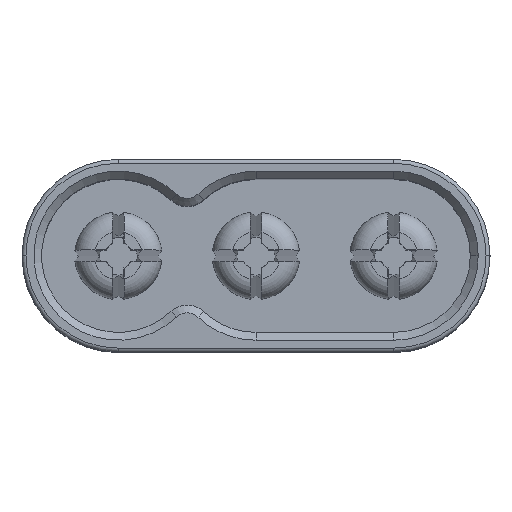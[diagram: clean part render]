
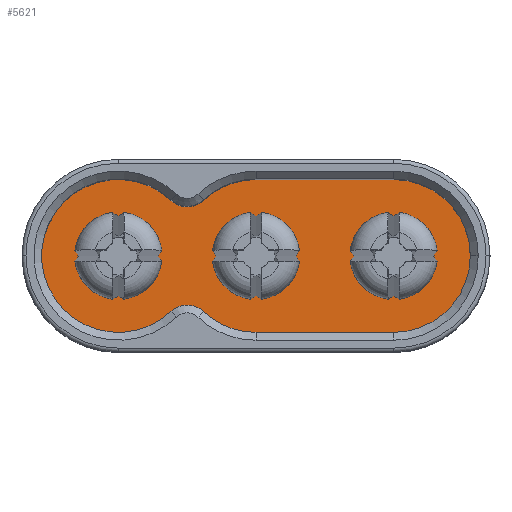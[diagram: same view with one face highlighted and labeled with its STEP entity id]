
A CAD part, top view. The second image highlights one B-rep face of the part: STEP entity #5621.
In plain terms, the highlighted planar face has unit normal (0, 0, 1).
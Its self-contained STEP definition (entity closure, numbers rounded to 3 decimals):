
#192 = ORIENTED_EDGE ( 'NONE', *, *, #1412, .F. ) ;
#479 = ORIENTED_EDGE ( 'NONE', *, *, #12490, .F. ) ;
#498 = FACE_BOUND ( 'NONE', #14888, .T. ) ;
#633 = EDGE_CURVE ( 'NONE', #9758, #1423, #8916, .T. ) ;
#767 = ORIENTED_EDGE ( 'NONE', *, *, #16435, .F. ) ;
#855 = VERTEX_POINT ( 'NONE', #16753 ) ;
#887 = ORIENTED_EDGE ( 'NONE', *, *, #16968, .F. ) ;
#970 = EDGE_LOOP ( 'NONE', ( #3118, #9149, #14754, #9111, #1660, #479, #9915, #6778, #14972 ) ) ;
#996 = DIRECTION ( 'NONE',  ( 0., 0., 1. ) ) ;
#1077 = CARTESIAN_POINT ( 'NONE',  ( -3.5, 0.005, 2.4 ) ) ;
#1412 = EDGE_CURVE ( 'NONE', #8019, #14906, #9509, .T. ) ;
#1423 = VERTEX_POINT ( 'NONE', #9947 ) ;
#1439 = DIRECTION ( 'NONE',  ( 0., 0., 1. ) ) ;
#1608 = PLANE ( 'NONE',  #10638 ) ;
#1660 = ORIENTED_EDGE ( 'NONE', *, *, #6654, .T. ) ;
#1860 = DIRECTION ( 'NONE',  ( 1., 0., 0. ) ) ;
#1959 = CARTESIAN_POINT ( 'NONE',  ( -1.75, -1.85, 2.4 ) ) ;
#1992 = CARTESIAN_POINT ( 'NONE',  ( 4.5, 0.005, 2.4 ) ) ;
#2075 = EDGE_CURVE ( 'NONE', #12077, #13918, #2371, .T. ) ;
#2189 = AXIS2_PLACEMENT_3D ( 'NONE', #2422, #3723, #10365 ) ;
#2199 = VERTEX_POINT ( 'NONE', #11497 ) ;
#2202 = CARTESIAN_POINT ( 'NONE',  ( 3.5, 1.955, 2.4 ) ) ;
#2321 = DIRECTION ( 'NONE',  ( 1., 0., 0. ) ) ;
#2371 = LINE ( 'NONE', #2202, #15258 ) ;
#2372 = DIRECTION ( 'NONE',  ( -1., 0., 0. ) ) ;
#2422 = CARTESIAN_POINT ( 'NONE',  ( 3.5, 0.005, 2.4 ) ) ;
#2507 = VERTEX_POINT ( 'NONE', #8723 ) ;
#2556 = CARTESIAN_POINT ( 'NONE',  ( 5.45, 0.005, 2.4 ) ) ;
#2735 = EDGE_CURVE ( 'NONE', #14906, #8019, #6784, .T. ) ;
#3118 = ORIENTED_EDGE ( 'NONE', *, *, #11593, .T. ) ;
#3156 = CIRCLE ( 'NONE', #9229, 1.95 ) ;
#3399 = LINE ( 'NONE', #10230, #14534 ) ;
#3417 = DIRECTION ( 'NONE',  ( 1., 0., 0. ) ) ;
#3447 = DIRECTION ( 'NONE',  ( 0., 0., 1. ) ) ;
#3677 = AXIS2_PLACEMENT_3D ( 'NONE', #8810, #4940, #6415 ) ;
#3723 = DIRECTION ( 'NONE',  ( 0., 0., 1. ) ) ;
#3725 = AXIS2_PLACEMENT_3D ( 'NONE', #4484, #9728, #14940 ) ;
#3737 = VERTEX_POINT ( 'NONE', #1992 ) ;
#4074 = AXIS2_PLACEMENT_3D ( 'NONE', #12540, #10227, #13914 ) ;
#4484 = CARTESIAN_POINT ( 'NONE',  ( 0., 0.005, 2.4 ) ) ;
#4535 = VERTEX_POINT ( 'NONE', #13026 ) ;
#4571 = AXIS2_PLACEMENT_3D ( 'NONE', #12370, #12285, #1860 ) ;
#4777 = CARTESIAN_POINT ( 'NONE',  ( 3.5, -1.945, 2.4 ) ) ;
#4860 = CARTESIAN_POINT ( 'NONE',  ( 0., -1.945, 2.4 ) ) ;
#4940 = DIRECTION ( 'NONE',  ( 0., 0., 1. ) ) ;
#5575 = DIRECTION ( 'NONE',  ( 0., 0., 1. ) ) ;
#5621 = ADVANCED_FACE ( 'NONE', ( #11094, #13408, #12195, #498 ), #1608, .T. ) ;
#5643 = AXIS2_PLACEMENT_3D ( 'NONE', #6368, #11597, #7813 ) ;
#5872 = DIRECTION ( 'NONE',  ( 0., 0., -1. ) ) ;
#6368 = CARTESIAN_POINT ( 'NONE',  ( -1.75, 1.86, 2.4 ) ) ;
#6415 = DIRECTION ( 'NONE',  ( 1., 0., 0. ) ) ;
#6551 = EDGE_LOOP ( 'NONE', ( #13295, #11230 ) ) ;
#6553 = AXIS2_PLACEMENT_3D ( 'NONE', #9393, #1439, #10764 ) ;
#6654 = EDGE_CURVE ( 'NONE', #855, #12979, #3156, .T. ) ;
#6706 = EDGE_CURVE ( 'NONE', #16229, #855, #9777, .T. ) ;
#6778 = ORIENTED_EDGE ( 'NONE', *, *, #13045, .T. ) ;
#6784 = CIRCLE ( 'NONE', #3725, 1. ) ;
#7099 = CIRCLE ( 'NONE', #6553, 1. ) ;
#7718 = CIRCLE ( 'NONE', #11831, 1.95 ) ;
#7813 = DIRECTION ( 'NONE',  ( 1., 0., 0. ) ) ;
#8019 = VERTEX_POINT ( 'NONE', #10311 ) ;
#8617 = CARTESIAN_POINT ( 'NONE',  ( 0., 0.005, 2.4 ) ) ;
#8674 = AXIS2_PLACEMENT_3D ( 'NONE', #12106, #5575, #10829 ) ;
#8723 = CARTESIAN_POINT ( 'NONE',  ( -1.338, 1.423, 2.4 ) ) ;
#8810 = CARTESIAN_POINT ( 'NONE',  ( -3.5, 0.005, 2.4 ) ) ;
#8916 = CIRCLE ( 'NONE', #3677, 1. ) ;
#8997 = CIRCLE ( 'NONE', #13381, 1.95 ) ;
#9111 = ORIENTED_EDGE ( 'NONE', *, *, #6706, .T. ) ;
#9149 = ORIENTED_EDGE ( 'NONE', *, *, #14799, .T. ) ;
#9229 = AXIS2_PLACEMENT_3D ( 'NONE', #8617, #12398, #3417 ) ;
#9393 = CARTESIAN_POINT ( 'NONE',  ( 3.5, 0.005, 2.4 ) ) ;
#9498 = DIRECTION ( 'NONE',  ( 1., 0., 0. ) ) ;
#9509 = CIRCLE ( 'NONE', #8674, 1. ) ;
#9520 = AXIS2_PLACEMENT_3D ( 'NONE', #1959, #5872, #16574 ) ;
#9582 = CIRCLE ( 'NONE', #4074, 1.95 ) ;
#9642 = CIRCLE ( 'NONE', #2189, 1.95 ) ;
#9728 = DIRECTION ( 'NONE',  ( 0., 0., 1. ) ) ;
#9758 = VERTEX_POINT ( 'NONE', #15931 ) ;
#9777 = CIRCLE ( 'NONE', #9520, 0.6 ) ;
#9827 = CARTESIAN_POINT ( 'NONE',  ( 0., 1.955, 2.4 ) ) ;
#9915 = ORIENTED_EDGE ( 'NONE', *, *, #12293, .T. ) ;
#9947 = CARTESIAN_POINT ( 'NONE',  ( -2.5, 0.005, 2.4 ) ) ;
#9971 = EDGE_CURVE ( 'NONE', #4535, #16229, #8997, .T. ) ;
#10227 = DIRECTION ( 'NONE',  ( 0., 0., 1. ) ) ;
#10230 = CARTESIAN_POINT ( 'NONE',  ( 3.5, -1.945, 2.4 ) ) ;
#10311 = CARTESIAN_POINT ( 'NONE',  ( -1., 0.005, 2.4 ) ) ;
#10365 = DIRECTION ( 'NONE',  ( 1., 0., 0. ) ) ;
#10449 = DIRECTION ( 'NONE',  ( 0., 0., 1. ) ) ;
#10638 = AXIS2_PLACEMENT_3D ( 'NONE', #1077, #996, #13820 ) ;
#10764 = DIRECTION ( 'NONE',  ( 1., 0., 0. ) ) ;
#10829 = DIRECTION ( 'NONE',  ( 1., 0., 0. ) ) ;
#10908 = CIRCLE ( 'NONE', #4571, 1. ) ;
#11060 = ORIENTED_EDGE ( 'NONE', *, *, #2735, .F. ) ;
#11094 = FACE_OUTER_BOUND ( 'NONE', #970, .T. ) ;
#11230 = ORIENTED_EDGE ( 'NONE', *, *, #633, .F. ) ;
#11484 = CARTESIAN_POINT ( 'NONE',  ( 3.5, 0.005, 2.4 ) ) ;
#11497 = CARTESIAN_POINT ( 'NONE',  ( 2.5, 0.005, 2.4 ) ) ;
#11593 = EDGE_CURVE ( 'NONE', #13918, #2507, #9582, .T. ) ;
#11597 = DIRECTION ( 'NONE',  ( 0., 0., -1. ) ) ;
#11781 = CIRCLE ( 'NONE', #13688, 1. ) ;
#11826 = CARTESIAN_POINT ( 'NONE',  ( -2.162, -1.413, 2.4 ) ) ;
#11831 = AXIS2_PLACEMENT_3D ( 'NONE', #11484, #10449, #2321 ) ;
#12077 = VERTEX_POINT ( 'NONE', #14474 ) ;
#12106 = CARTESIAN_POINT ( 'NONE',  ( 0., 0.005, 2.4 ) ) ;
#12195 = FACE_BOUND ( 'NONE', #15361, .T. ) ;
#12217 = CIRCLE ( 'NONE', #5643, 0.6 ) ;
#12285 = DIRECTION ( 'NONE',  ( 0., 0., 1. ) ) ;
#12293 = EDGE_CURVE ( 'NONE', #16747, #15707, #7718, .T. ) ;
#12370 = CARTESIAN_POINT ( 'NONE',  ( -3.5, 0.005, 2.4 ) ) ;
#12398 = DIRECTION ( 'NONE',  ( 0., 0., 1. ) ) ;
#12490 = EDGE_CURVE ( 'NONE', #16747, #12979, #3399, .T. ) ;
#12505 = CARTESIAN_POINT ( 'NONE',  ( 1., 0.005, 2.4 ) ) ;
#12540 = CARTESIAN_POINT ( 'NONE',  ( 0., 0.005, 2.4 ) ) ;
#12783 = DIRECTION ( 'NONE',  ( -1., 0., 0. ) ) ;
#12979 = VERTEX_POINT ( 'NONE', #4860 ) ;
#13026 = CARTESIAN_POINT ( 'NONE',  ( -2.162, 1.423, 2.4 ) ) ;
#13045 = EDGE_CURVE ( 'NONE', #15707, #12077, #9642, .T. ) ;
#13295 = ORIENTED_EDGE ( 'NONE', *, *, #15792, .F. ) ;
#13381 = AXIS2_PLACEMENT_3D ( 'NONE', #14366, #14707, #9498 ) ;
#13408 = FACE_BOUND ( 'NONE', #6551, .T. ) ;
#13688 = AXIS2_PLACEMENT_3D ( 'NONE', #16335, #3447, #14111 ) ;
#13820 = DIRECTION ( 'NONE',  ( 1., 0., 0. ) ) ;
#13914 = DIRECTION ( 'NONE',  ( 1., 0., 0. ) ) ;
#13918 = VERTEX_POINT ( 'NONE', #9827 ) ;
#14111 = DIRECTION ( 'NONE',  ( 1., 0., 0. ) ) ;
#14366 = CARTESIAN_POINT ( 'NONE',  ( -3.5, 0.005, 2.4 ) ) ;
#14474 = CARTESIAN_POINT ( 'NONE',  ( 3.5, 1.955, 2.4 ) ) ;
#14534 = VECTOR ( 'NONE', #2372, 1000. ) ;
#14707 = DIRECTION ( 'NONE',  ( 0., 0., 1. ) ) ;
#14754 = ORIENTED_EDGE ( 'NONE', *, *, #9971, .T. ) ;
#14799 = EDGE_CURVE ( 'NONE', #2507, #4535, #12217, .T. ) ;
#14888 = EDGE_LOOP ( 'NONE', ( #767, #887 ) ) ;
#14906 = VERTEX_POINT ( 'NONE', #12505 ) ;
#14940 = DIRECTION ( 'NONE',  ( 1., 0., 0. ) ) ;
#14972 = ORIENTED_EDGE ( 'NONE', *, *, #2075, .T. ) ;
#15258 = VECTOR ( 'NONE', #12783, 1000. ) ;
#15361 = EDGE_LOOP ( 'NONE', ( #11060, #192 ) ) ;
#15707 = VERTEX_POINT ( 'NONE', #2556 ) ;
#15792 = EDGE_CURVE ( 'NONE', #1423, #9758, #10908, .T. ) ;
#15931 = CARTESIAN_POINT ( 'NONE',  ( -4.5, 0.005, 2.4 ) ) ;
#16229 = VERTEX_POINT ( 'NONE', #11826 ) ;
#16335 = CARTESIAN_POINT ( 'NONE',  ( 3.5, 0.005, 2.4 ) ) ;
#16435 = EDGE_CURVE ( 'NONE', #3737, #2199, #7099, .T. ) ;
#16574 = DIRECTION ( 'NONE',  ( 1., 0., 0. ) ) ;
#16747 = VERTEX_POINT ( 'NONE', #4777 ) ;
#16753 = CARTESIAN_POINT ( 'NONE',  ( -1.338, -1.413, 2.4 ) ) ;
#16968 = EDGE_CURVE ( 'NONE', #2199, #3737, #11781, .T. ) ;
